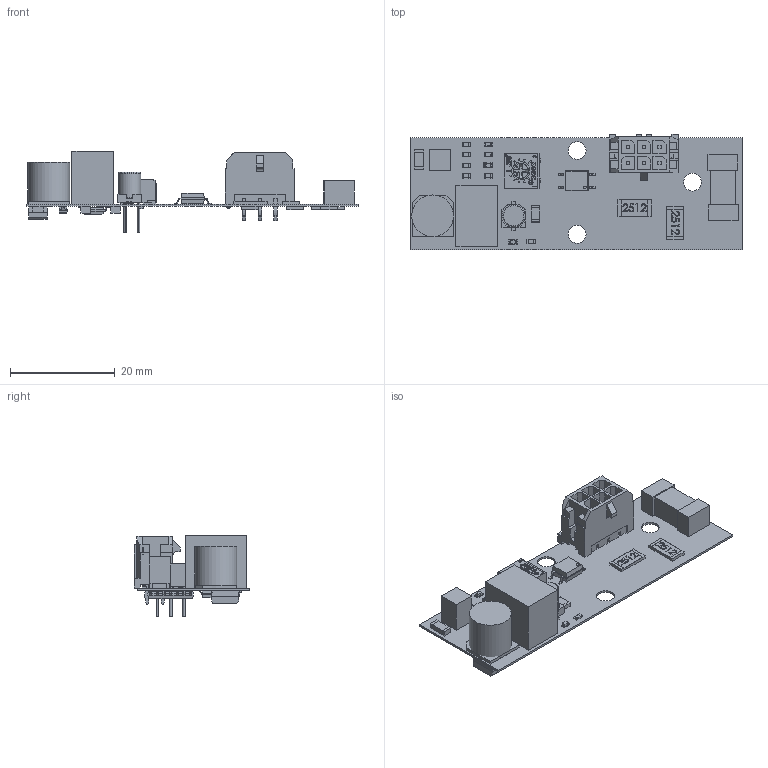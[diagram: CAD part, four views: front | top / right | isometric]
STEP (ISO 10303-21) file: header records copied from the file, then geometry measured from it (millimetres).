
FILE_DESCRIPTION(('Open CASCADE Model'),'2;1');
FILE_NAME('Open CASCADE Shape Model','2020-04-29T15:19:06',('Author'),( 'Open CASCADE'),'Open CASCADE STEP processor 6.8','Open CASCADE 6.8' ,'Unknown');
FILE_SCHEMA(('AUTOMOTIVE_DESIGN { 1 0 10303 214 1 1 1 1 }'));
Length unit declared in the file: millimetre
Products named in the file (88): PCB; Board; Open CASCADE STEP translator 6.8 1.1.1; Z1; 5759757552; Body; FilletPinL; FilletPinR; VCC; User_Library-LED_0603_B; User_Library-LED_0603_B_Pocket002; User_Library-LED_0603_B_Pad004; User_Library-LED_0603_B_Fillet; User_Library-LED_0603_B_Pocket001; User_Library-LED_0603_B_Pad; U3; 6048434192; Extruded; U2; User_Library-VOM618A; U1; CircuitWorks-SO-14_(PIC16F684); R30; R0603; R14; User_Library-res0603-1; R13; R12; R11; R10; 3362P001XXX0A; R9; User_Library-res2512_body; R8; R7; R6; R5; R4; R3; R2 ...
Assembly tree (102 placements, depth 4):
  PCB
    Board
      Open CASCADE STEP translator 6.8 1.1.1
    Z1
      5759757552
        Body
        FilletPinL
        FilletPinR
    VCC
      User_Library-LED_0603_B
        User_Library-LED_0603_B_Pocket002
        User_Library-LED_0603_B_Pad004
        User_Library-LED_0603_B_Fillet
        User_Library-LED_0603_B_Pocket001
        User_Library-LED_0603_B_Pad
    U3
      6048434192
        Extruded
    U2
      User_Library-VOM618A
    U1
      CircuitWorks-SO-14_(PIC16F684)
    R30
      R0603
    R14
      User_Library-res0603-1
    R13
      User_Library-res0603-1
    R12
      User_Library-res0603-1
    R11
      User_Library-res0603-1
    R10
      3362P001XXX0A
    R9
      User_Library-res2512_body
    R8
      User_Library-res2512_body
    R7
      User_Library-res2512_body
    R6
      User_Library-res0603-1
    R5
      User_Library-res2512_body
    R4
      User_Library-res0603-1
    R3
      User_Library-res2512_body
    R2
      User_Library-res0603-1
    R1
      User_Library-res2512_body
    P2
      430450612
        Open CASCADE STEP translator 6.8 1.22.1.1
        Open CASCADE STEP translator 6.8 1.22.1.2
    P1
      6048134576
        Extruded
    GLV
Bounding box: 63.44 x 22.05 x 15.62 mm (x, y, z)
Volume: 3361.8 mm3; surface area: 6718.7 mm2
Topology: 57 solids, 59 shells, 2357 faces, 6145 edges, 3972 vertices
Faces by surface type: plane 1817, cylinder 297, bspline 169, sphere 34, torus 28, cone 12
Full cylindrical faces by diameter (mm): 0.635 x3, 0.9 x4, 1.02 x8, 1.2 x3, 3.4 x3, 4.2 x1, 8 x1
Entity records: 63845 total; most frequent: CARTESIAN_POINT 15680, ORIENTED_EDGE 9014, DIRECTION 8531, EDGE_CURVE 4508, LINE 3701, VECTOR 3701, VERTEX_POINT 2902, AXIS2_PLACEMENT_3D 2415
